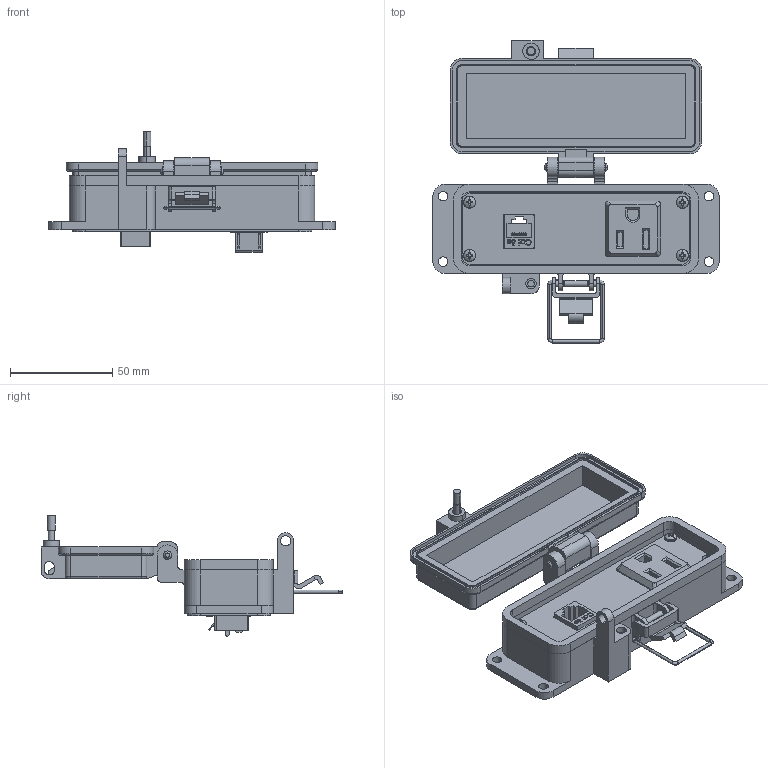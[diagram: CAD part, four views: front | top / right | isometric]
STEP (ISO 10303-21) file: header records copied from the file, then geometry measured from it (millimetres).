
FILE_DESCRIPTION (( 'STEP AP214' ), '1' );
FILE_NAME ('P-R2-H3R0_3D.STEP', '2017-08-31T13:01:55', ( '' ), ( '' ), 'SwSTEP 2.0', 'SolidWorks 2017', '' );
FILE_SCHEMA (( 'AUTOMOTIVE_DESIGN' ));
Length unit declared in the file: millimetre
Products named in the file (10): H-X-H3; R; Z-200-R0SQ; R2; Z-300-RJ45CAT5; P-R2-H3R0_TP; P-R2-H3R0_FP; P-R2-H3R0_BP; P-R2-H3R0_3D; 92005A124_METRIC PAN HEAD PHILLIPS MACHINE SCREW_92005A124
Assembly tree (12 placements, depth 3):
  P-R2-H3R0_3D
    P-R2-H3R0_BP
    P-R2-H3R0_FP
    P-R2-H3R0_TP
    R2
      Z-300-RJ45CAT5
    R
      Z-200-R0SQ
    H-X-H3
    92005A124_METRIC PAN HEAD PHILLIPS MACHINE SCREW_92005A124  x4
Bounding box: 140 x 147.61 x 58.8 mm (x, y, z)
Volume: 112072.6 mm3; surface area: 87946.3 mm2
Topology: 17 solids, 17 shells, 1736 faces, 4891 edges, 3239 vertices
Faces by surface type: cylinder 827, plane 688, bspline 152, cone 45, torus 16, sphere 8
Entity records: 52553 total; most frequent: CARTESIAN_POINT 17547, ORIENTED_EDGE 6626, DIRECTION 5245, EDGE_CURVE 3313, VERTEX_POINT 2192, LINE 2117, VECTOR 2117, AXIS2_PLACEMENT_3D 1564
